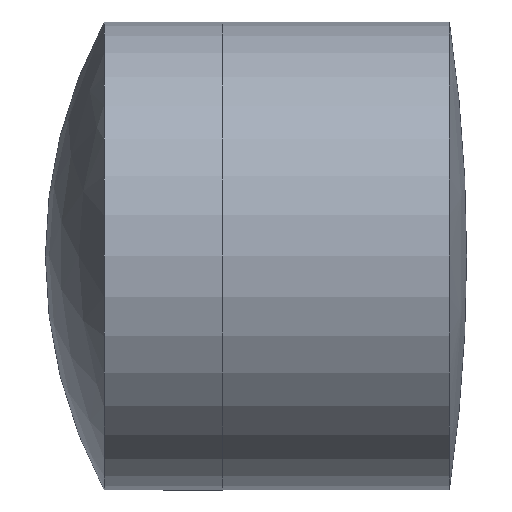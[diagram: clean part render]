
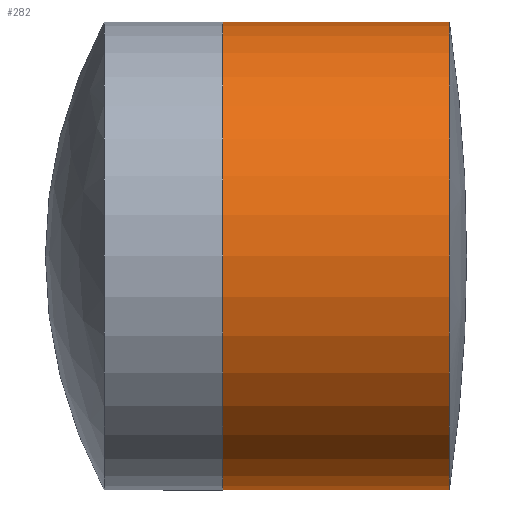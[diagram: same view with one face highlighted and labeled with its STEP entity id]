
A CAD part, front view. The second image highlights one B-rep face of the part: STEP entity #282.
In plain terms, the highlighted cylindrical face has radius 2.5 mm (diameter 5 mm), a partial arc.
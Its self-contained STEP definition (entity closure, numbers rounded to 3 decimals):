
#17 = VERTEX_POINT ( 'NONE', #287 ) ;
#22 = CARTESIAN_POINT ( 'NONE',  ( -0.552, 0., -2.5 ) ) ;
#29 = CARTESIAN_POINT ( 'NONE',  ( 5.594, 0., 0. ) ) ;
#39 = CARTESIAN_POINT ( 'NONE',  ( 3.172, 0., 0. ) ) ;
#42 = CIRCLE ( 'NONE', #310, 2.5 ) ;
#56 = DIRECTION ( 'NONE',  ( -1., 0., 0. ) ) ;
#66 = DIRECTION ( 'NONE',  ( 0., 0., 1. ) ) ;
#70 = EDGE_CURVE ( 'NONE', #97, #17, #290, .T. ) ;
#72 = ORIENTED_EDGE ( 'NONE', *, *, #221, .T. ) ;
#79 = ORIENTED_EDGE ( 'NONE', *, *, #111, .T. ) ;
#80 = CARTESIAN_POINT ( 'NONE',  ( -0.552, 0., 2.5 ) ) ;
#85 = CARTESIAN_POINT ( 'NONE',  ( 5.594, 0., 2.5 ) ) ;
#86 = DIRECTION ( 'NONE',  ( -1., 0., 0. ) ) ;
#97 = VERTEX_POINT ( 'NONE', #268 ) ;
#98 = DIRECTION ( 'NONE',  ( 0., 0., 1. ) ) ;
#111 = EDGE_CURVE ( 'NONE', #143, #294, #42, .T. ) ;
#120 = VECTOR ( 'NONE', #346, 1000. ) ;
#121 = CARTESIAN_POINT ( 'NONE',  ( 5.594, 0., -2.5 ) ) ;
#123 = CARTESIAN_POINT ( 'NONE',  ( -0.552, 0., 0. ) ) ;
#128 = AXIS2_PLACEMENT_3D ( 'NONE', #123, #86, #144 ) ;
#129 = VECTOR ( 'NONE', #138, 1000. ) ;
#132 = LINE ( 'NONE', #22, #120 ) ;
#138 = DIRECTION ( 'NONE',  ( -1., 0., 0. ) ) ;
#143 = VERTEX_POINT ( 'NONE', #121 ) ;
#144 = DIRECTION ( 'NONE',  ( 0., 0., 1. ) ) ;
#156 = ORIENTED_EDGE ( 'NONE', *, *, #70, .F. ) ;
#168 = EDGE_CURVE ( 'NONE', #143, #97, #132, .T. ) ;
#191 = LINE ( 'NONE', #80, #129 ) ;
#199 = AXIS2_PLACEMENT_3D ( 'NONE', #39, #56, #66 ) ;
#212 = ORIENTED_EDGE ( 'NONE', *, *, #168, .F. ) ;
#221 = EDGE_CURVE ( 'NONE', #294, #17, #191, .T. ) ;
#268 = CARTESIAN_POINT ( 'NONE',  ( 3.172, 0., -2.5 ) ) ;
#274 = CYLINDRICAL_SURFACE ( 'NONE', #128, 2.5 ) ;
#282 = ADVANCED_FACE ( 'NONE', ( #321 ), #274, .T. ) ;
#287 = CARTESIAN_POINT ( 'NONE',  ( 3.172, 0., 2.5 ) ) ;
#289 = DIRECTION ( 'NONE',  ( -1., 0., 0. ) ) ;
#290 = CIRCLE ( 'NONE', #199, 2.5 ) ;
#294 = VERTEX_POINT ( 'NONE', #85 ) ;
#310 = AXIS2_PLACEMENT_3D ( 'NONE', #29, #289, #98 ) ;
#318 = EDGE_LOOP ( 'NONE', ( #212, #79, #72, #156 ) ) ;
#321 = FACE_OUTER_BOUND ( 'NONE', #318, .T. ) ;
#346 = DIRECTION ( 'NONE',  ( -1., 0., 0. ) ) ;
